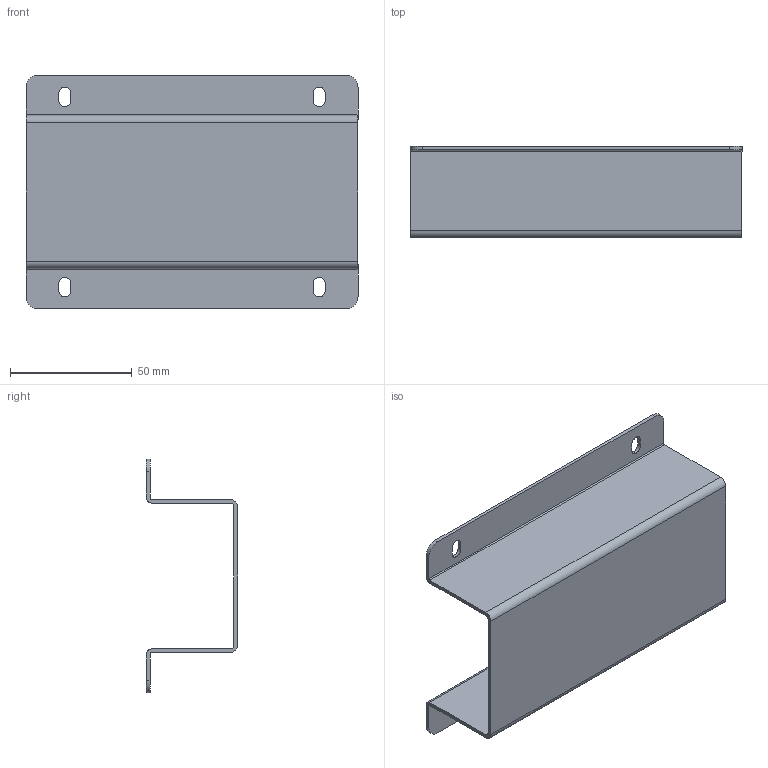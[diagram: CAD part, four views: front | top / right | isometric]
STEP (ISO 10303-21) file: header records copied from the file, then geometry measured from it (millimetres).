
FILE_DESCRIPTION (( 'STEP AP214' ), '1' );
FILE_NAME ('MS001-B.03.014JS.1.1 显示器适配器安装支架.STEP', '2021-09-04T08:34:22', ( '' ), ( '' ), 'SwSTEP 2.0', 'SolidWorks 2016', '' );
FILE_SCHEMA (( 'AUTOMOTIVE_DESIGN' ));
Length unit declared in the file: millimetre
Products named in the file (1): MS001-B.03.014JS.1.1 显示器适配器安装支架
Bounding box: 136.5 x 37.5 x 96.2 mm (x, y, z)
Volume: 33583.8 mm3; surface area: 45800.9 mm2
Topology: 1 solids, 1 shells, 46 faces, 132 edges, 88 vertices
Faces by surface type: cylinder 24, plane 22
Entity records: 1565 total; most frequent: CARTESIAN_POINT 276, DIRECTION 265, ORIENTED_EDGE 264, EDGE_CURVE 132, AXIS2_PLACEMENT_3D 95, VERTEX_POINT 88, LINE 75, VECTOR 75
